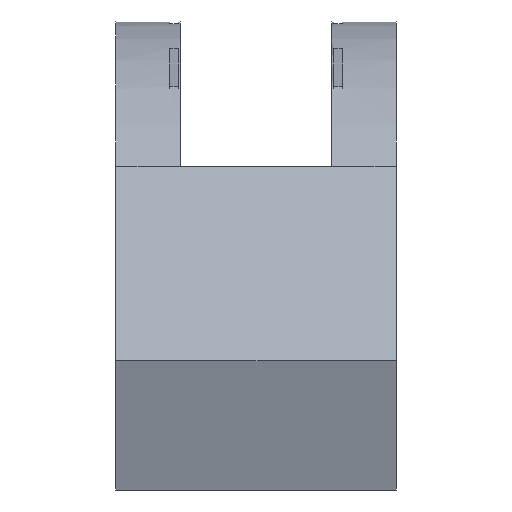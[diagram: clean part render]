
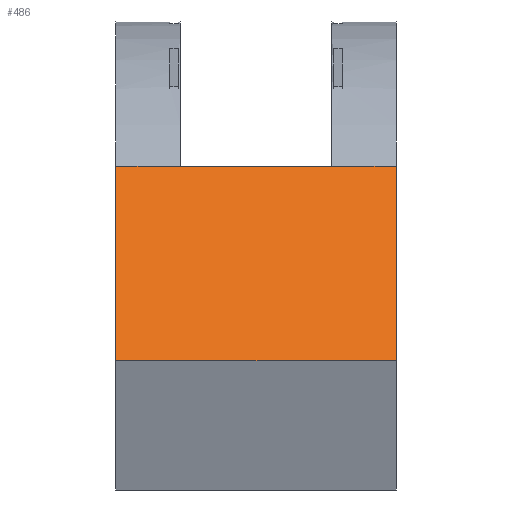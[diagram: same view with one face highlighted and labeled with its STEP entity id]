
A CAD part, left-side view. The second image highlights one B-rep face of the part: STEP entity #486.
In plain terms, the highlighted planar face has unit normal (-0.832, 0, 0.555).
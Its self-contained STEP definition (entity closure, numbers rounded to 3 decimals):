
#62 = VERTEX_POINT('',#63);
#63 = CARTESIAN_POINT('',(-5.,8.5,15.));
#79 = VERTEX_POINT('',#80);
#80 = CARTESIAN_POINT('',(-11.,8.5,6.));
#86 = EDGE_CURVE('',#79,#62,#87,.T.);
#87 = LINE('',#88,#89);
#88 = CARTESIAN_POINT('',(-10.769,8.5,6.346));
#89 = VECTOR('',#90,1.);
#90 = DIRECTION('',(0.555,0.,0.832));
#486 = ADVANCED_FACE('',(#487),#528,.F.);
#487 = FACE_BOUND('',#488,.F.);
#488 = EDGE_LOOP('',(#489,#499,#505,#506,#514,#522));
#489 = ORIENTED_EDGE('',*,*,#490,.F.);
#490 = EDGE_CURVE('',#491,#493,#495,.T.);
#491 = VERTEX_POINT('',#492);
#492 = CARTESIAN_POINT('',(-11.,-4.5,6.));
#493 = VERTEX_POINT('',#494);
#494 = CARTESIAN_POINT('',(-5.,-4.5,15.));
#495 = LINE('',#496,#497);
#496 = CARTESIAN_POINT('',(-11.,-4.5,6.));
#497 = VECTOR('',#498,1.);
#498 = DIRECTION('',(0.555,0.,0.832));
#499 = ORIENTED_EDGE('',*,*,#500,.T.);
#500 = EDGE_CURVE('',#491,#79,#501,.T.);
#501 = LINE('',#502,#503);
#502 = CARTESIAN_POINT('',(-11.,-4.5,6.));
#503 = VECTOR('',#504,1.);
#504 = DIRECTION('',(0.,1.,0.));
#505 = ORIENTED_EDGE('',*,*,#86,.T.);
#506 = ORIENTED_EDGE('',*,*,#507,.F.);
#507 = EDGE_CURVE('',#508,#62,#510,.T.);
#508 = VERTEX_POINT('',#509);
#509 = CARTESIAN_POINT('',(-5.,5.5,15.));
#510 = LINE('',#511,#512);
#511 = CARTESIAN_POINT('',(-5.,-4.5,15.));
#512 = VECTOR('',#513,1.);
#513 = DIRECTION('',(0.,1.,0.));
#514 = ORIENTED_EDGE('',*,*,#515,.F.);
#515 = EDGE_CURVE('',#516,#508,#518,.T.);
#516 = VERTEX_POINT('',#517);
#517 = CARTESIAN_POINT('',(-5.,-1.5,15.));
#518 = LINE('',#519,#520);
#519 = CARTESIAN_POINT('',(-5.,-4.5,15.));
#520 = VECTOR('',#521,1.);
#521 = DIRECTION('',(0.,1.,0.));
#522 = ORIENTED_EDGE('',*,*,#523,.F.);
#523 = EDGE_CURVE('',#493,#516,#524,.T.);
#524 = LINE('',#525,#526);
#525 = CARTESIAN_POINT('',(-5.,-4.5,15.));
#526 = VECTOR('',#527,1.);
#527 = DIRECTION('',(0.,1.,0.));
#528 = PLANE('',#529);
#529 = AXIS2_PLACEMENT_3D('',#530,#531,#532);
#530 = CARTESIAN_POINT('',(-11.,-4.5,6.));
#531 = DIRECTION('',(0.832,0.,-0.555));
#532 = DIRECTION('',(0.555,0.,0.832));
